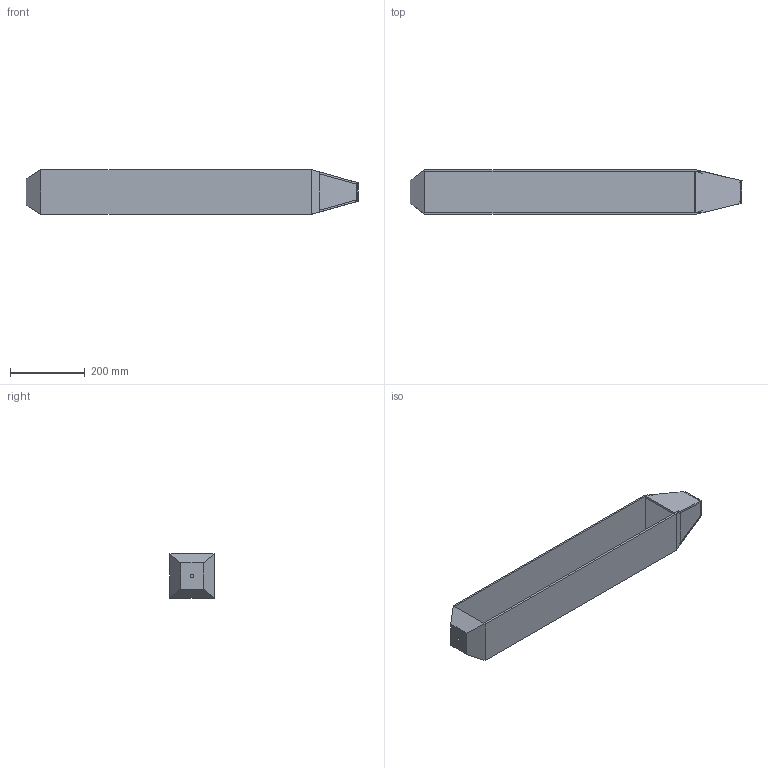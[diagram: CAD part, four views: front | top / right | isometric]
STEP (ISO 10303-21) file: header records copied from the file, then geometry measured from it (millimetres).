
FILE_DESCRIPTION(/* description */ (''),/* implementation_level */ '2;1');
FILE_NAME(/* name */ '02ef421a-877d-44b2-98d6-28dcb735b9b5.stp',/* time_stamp */ '2023-08-18T20:52:20Z',/* author */ (''),/* organization */ (''),/* preprocessor_version */ 'ST-DEVELOPER v20',/* originating_system */ 'Autodesk Translation Framework v12.14.0.127',/* authorisation */ '');
FILE_SCHEMA (('AUTOMOTIVE_DESIGN { 1 0 10303 214 3 1 1 }'));
Length unit declared in the file: millimetre
Products named in the file (1): Fuselage
Bounding box: 890.36 x 120.13 x 120.05 mm (x, y, z)
Volume: 1607750.5 mm3; surface area: 668287 mm2
Topology: 6 solids, 6 shells, 67 faces, 152 edges, 98 vertices
Faces by surface type: plane 66, cylinder 1
Full cylindrical faces by diameter (mm): 10 x1
Entity records: 1860 total; most frequent: CARTESIAN_POINT 318, ORIENTED_EDGE 304, DIRECTION 290, EDGE_CURVE 152, LINE 150, VECTOR 150, VERTEX_POINT 98, EDGE_LOOP 70
